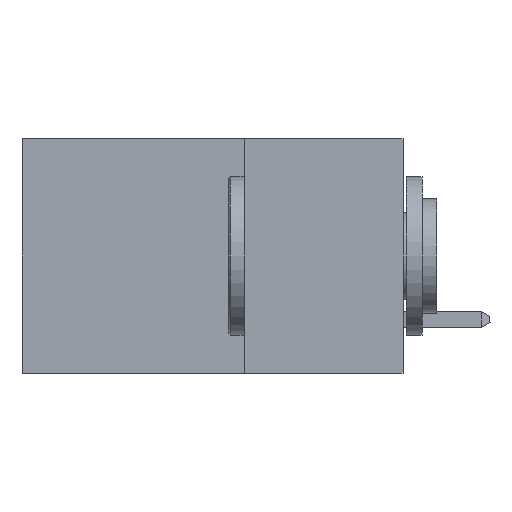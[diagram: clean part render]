
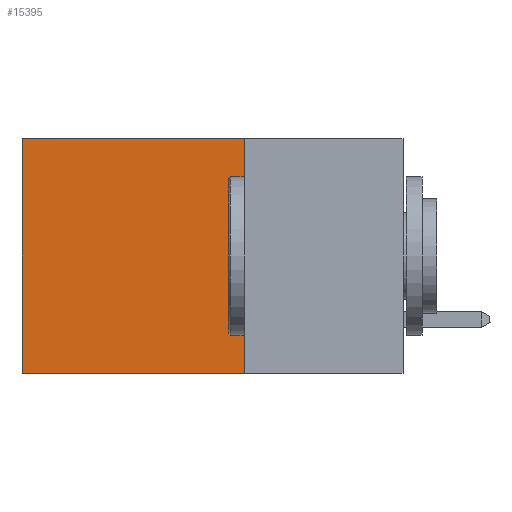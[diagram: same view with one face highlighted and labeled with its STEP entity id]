
A CAD part, left-side view. The second image highlights one B-rep face of the part: STEP entity #15395.
In plain terms, the highlighted planar face has unit normal (-1, 0, 0).
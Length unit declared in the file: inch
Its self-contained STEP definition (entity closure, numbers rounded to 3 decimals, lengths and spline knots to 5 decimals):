
#681 = EDGE_CURVE ( 'NONE', #12469, #11554, #4707, .T. ) ;
#684 = CARTESIAN_POINT ( 'NONE',  ( 0.2875, 0.25, 0. ) ) ;
#2722 = DIRECTION ( 'NONE',  ( 0., 0., -1. ) ) ;
#2990 = DIRECTION ( 'NONE',  ( 0., 1., 0. ) ) ;
#3145 = DIRECTION ( 'NONE',  ( 1., 0., 0. ) ) ;
#3279 = CARTESIAN_POINT ( 'NONE',  ( 0.2875, 0.25, 0. ) ) ;
#3407 = AXIS2_PLACEMENT_3D ( 'NONE', #3279, #3145, #16222 ) ;
#4707 = LINE ( 'NONE', #17393, #8515 ) ;
#5091 = EDGE_CURVE ( 'NONE', #6544, #11291, #6045, .T. ) ;
#5145 = EDGE_CURVE ( 'NONE', #6544, #12469, #12172, .T. ) ;
#5177 = EDGE_LOOP ( 'NONE', ( #6121, #12200, #20103, #19696 ) ) ;
#5365 = CARTESIAN_POINT ( 'NONE',  ( 0.2875, 0.6, -0.37 ) ) ;
#6045 = LINE ( 'NONE', #19516, #15002 ) ;
#6121 = ORIENTED_EDGE ( 'NONE', *, *, #681, .T. ) ;
#6278 = PLANE ( 'NONE',  #3407 ) ;
#6395 = CARTESIAN_POINT ( 'NONE',  ( 0.2875, 0.6, 0. ) ) ;
#6400 = CARTESIAN_POINT ( 'NONE',  ( 0.2875, 0.25, 0. ) ) ;
#6544 = VERTEX_POINT ( 'NONE', #684 ) ;
#8515 = VECTOR ( 'NONE', #2722, 39.37008 ) ;
#8520 = CARTESIAN_POINT ( 'NONE',  ( 0.2875, 0.25, -0.37 ) ) ;
#8805 = FACE_OUTER_BOUND ( 'NONE', #5177, .T. ) ;
#11291 = VERTEX_POINT ( 'NONE', #13041 ) ;
#11554 = VERTEX_POINT ( 'NONE', #5365 ) ;
#12172 = LINE ( 'NONE', #6400, #20351 ) ;
#12200 = ORIENTED_EDGE ( 'NONE', *, *, #15879, .F. ) ;
#12469 = VERTEX_POINT ( 'NONE', #6395 ) ;
#13041 = CARTESIAN_POINT ( 'NONE',  ( 0.2875, 0.25, -0.37 ) ) ;
#15002 = VECTOR ( 'NONE', #19583, 39.37008 ) ;
#15395 = ADVANCED_FACE ( 'NONE', ( #8805 ), #6278, .F. ) ;
#15879 = EDGE_CURVE ( 'NONE', #11291, #11554, #20550, .T. ) ;
#16222 = DIRECTION ( 'NONE',  ( 0., 0., -1. ) ) ;
#17393 = CARTESIAN_POINT ( 'NONE',  ( 0.2875, 0.6, 0. ) ) ;
#18252 = DIRECTION ( 'NONE',  ( 0., 1., 0. ) ) ;
#19516 = CARTESIAN_POINT ( 'NONE',  ( 0.2875, 0.25, 0. ) ) ;
#19521 = VECTOR ( 'NONE', #18252, 39.37008 ) ;
#19583 = DIRECTION ( 'NONE',  ( 0., 0., -1. ) ) ;
#19696 = ORIENTED_EDGE ( 'NONE', *, *, #5145, .T. ) ;
#20103 = ORIENTED_EDGE ( 'NONE', *, *, #5091, .F. ) ;
#20351 = VECTOR ( 'NONE', #2990, 39.37008 ) ;
#20550 = LINE ( 'NONE', #8520, #19521 ) ;
